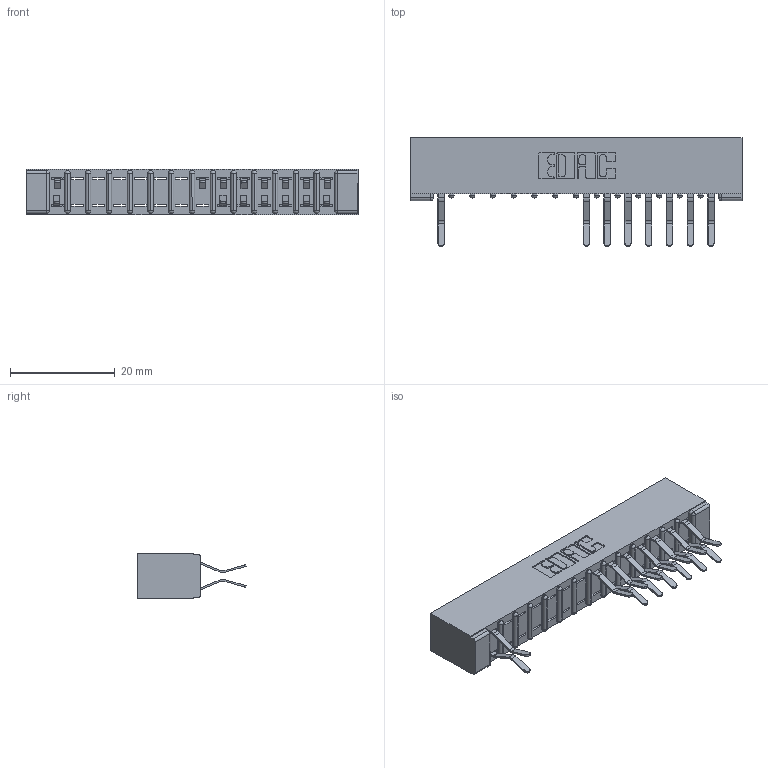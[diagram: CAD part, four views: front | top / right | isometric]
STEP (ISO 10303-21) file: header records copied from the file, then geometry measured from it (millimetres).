
FILE_DESCRIPTION (( 'STEP AP203' ), '1' );
FILE_NAME ('357-028-560-201.STEP', '2018-08-09T07:08:32', ( '' ), ( '' ), 'SwSTEP 2.0', 'SolidWorks 2016', '' );
FILE_SCHEMA (( 'CONFIG_CONTROL_DESIGN' ));
Length unit declared in the file: inch
Products named in the file (3): 307 Part_No Mounting Lugs; 307-290-001_560; 357-028-560-201
Assembly tree (16 placements, depth 2):
  357-028-560-201
    307 Part_No Mounting Lugs
    307-290-001_560  x15
Bounding box: 63.35 x 20.73 x 8.71 mm (x, y, z)
Volume: 4228 mm3; surface area: 6640.7 mm2
Topology: 16 solids, 16 shells, 1005 faces, 2845 edges, 1834 vertices
Faces by surface type: plane 639, cylinder 336, sphere 30
Entity records: 15312 total; most frequent: CARTESIAN_POINT 2565, ORIENTED_EDGE 2550, DIRECTION 2511, EDGE_CURVE 1275, LINE 967, VECTOR 967, VERTEX_POINT 826, AXIS2_PLACEMENT_3D 772
